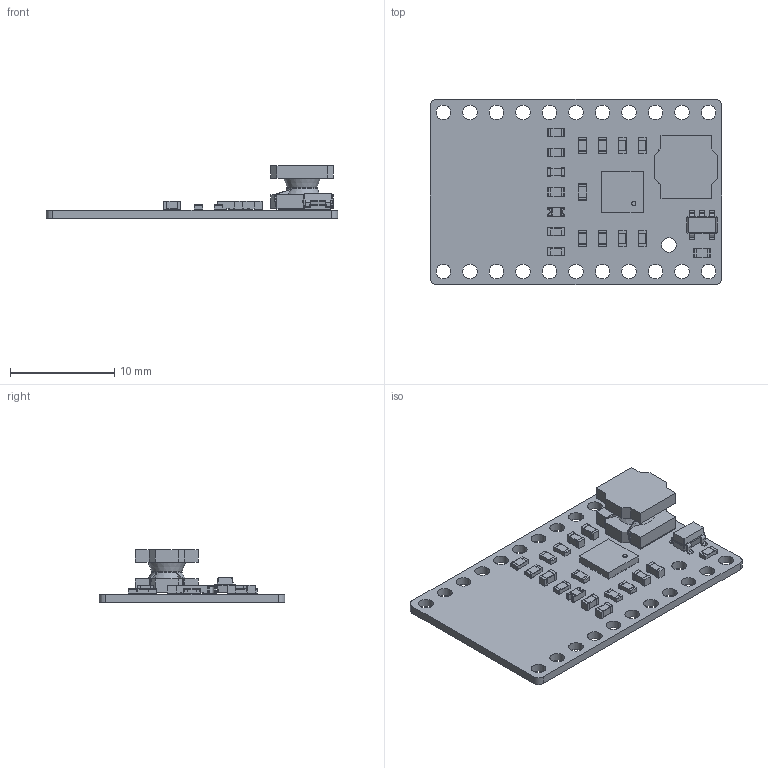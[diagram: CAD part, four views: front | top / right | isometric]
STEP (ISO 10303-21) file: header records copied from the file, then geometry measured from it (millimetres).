
FILE_DESCRIPTION(('KiCad electronic assembly'),'2;1');
FILE_NAME('ProMicro_BOOST.step','2021-03-07T10:56:40',('An Author'),( 'A Company'),'Open CASCADE STEP processor 7.3', 'KiCad to STEP converter','Unknown');
FILE_SCHEMA(('AUTOMOTIVE_DESIGN { 1 0 10303 214 1 1 1 1 }'));
Length unit declared in the file: millimetre
Products named in the file (16): Open CASCADE STEP translator 7.3 1; L_Bourns_SRN6045TA; SOLID; C_0603_1608Metric; R_0603_1608Metric; Texas_S-PVQFN-N16_EP2.7x2.7mm; SOT-23-5; Fuse_0603_1608Metric; D_0603_1608Metric; COMPOUND
Assembly tree (28 placements, depth 3):
  Open CASCADE STEP translator 7.3 1
    L_Bourns_SRN6045TA
      SOLID
    C_0603_1608Metric  x7
      SOLID
    R_0603_1608Metric  x8
      SOLID
    Texas_S-PVQFN-N16_EP2.7x2.7mm
      SOLID
    SOT-23-5
      SOLID
    Fuse_0603_1608Metric
      SOLID
    D_0603_1608Metric
      SOLID
    COMPOUND
Bounding box: 27.94 x 17.78 x 5.05 mm (x, y, z)
Volume: 494.5 mm3; surface area: 1430.5 mm2
Topology: 21 solids, 21 shells, 784 faces, 2087 edges, 1362 vertices
Faces by surface type: plane 521, cylinder 231, bspline 29, cone 2, torus 1
Full cylindrical faces by diameter (mm): 0.2 x9, 0.4 x1, 1.4 x23
Entity records: 32938 total; most frequent: CARTESIAN_POINT 6104, DIRECTION 4439, LINE 2963, VECTOR 2963, ORIENTED_EDGE 2358, PCURVE 2358, DEFINITIONAL_REPRESENTATION 2358, EDGE_CURVE 1179
